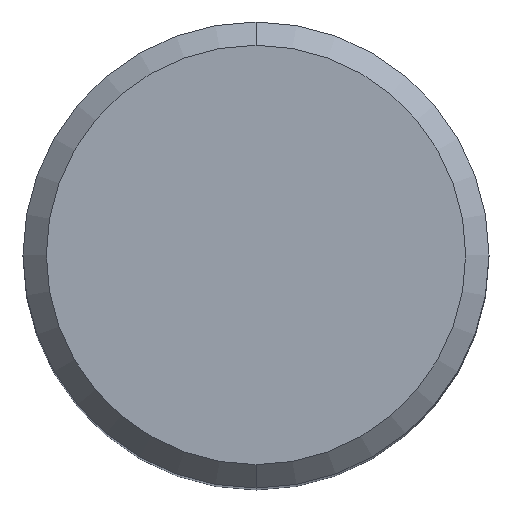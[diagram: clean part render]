
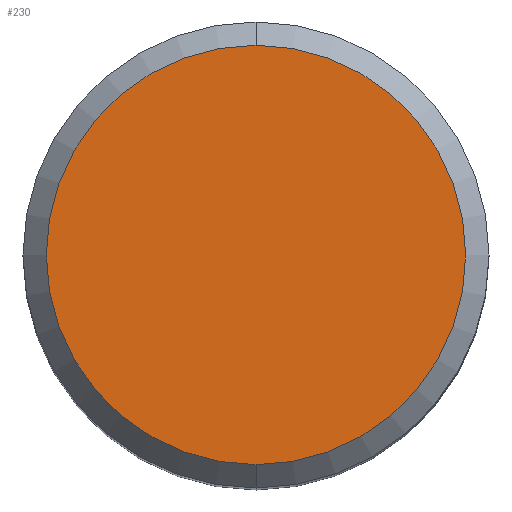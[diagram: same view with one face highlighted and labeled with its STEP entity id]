
A CAD part, top view. The second image highlights one B-rep face of the part: STEP entity #230.
In plain terms, the highlighted planar face has unit normal (0, 0, 1).
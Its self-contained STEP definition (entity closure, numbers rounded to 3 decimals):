
#214=EDGE_CURVE('',#432,#388,#521,.T.);
#230=ADVANCED_FACE('',(#538),#539,.T.);
#258=EDGE_CURVE('',#388,#432,#570,.T.);
#388=VERTEX_POINT('',#712);
#432=VERTEX_POINT('',#762);
#521=CIRCLE('',#883,9.0);
#538=FACE_OUTER_BOUND('',#911,.T.);
#539=PLANE('',#912);
#570=CIRCLE('',#969,9.0);
#712=CARTESIAN_POINT('',(0.0,9.0,0.0));
#762=CARTESIAN_POINT('',(0.,-9.0,0.0));
#883=AXIS2_PLACEMENT_3D('',#1641,#1642,#1643);
#911=EDGE_LOOP('',(#1659,#1660));
#912=AXIS2_PLACEMENT_3D('',#1661,#1662,#1663);
#969=AXIS2_PLACEMENT_3D('',#1699,#1700,#1701);
#1641=CARTESIAN_POINT('',(0.0,0.0,0.0));
#1642=DIRECTION('',(0.0,0.0,-1.0));
#1643=DIRECTION('',(0.0,1.0,0.0));
#1659=ORIENTED_EDGE('',*,*,#258,.F.);
#1660=ORIENTED_EDGE('',*,*,#214,.F.);
#1661=CARTESIAN_POINT('',(0.0,4.5,0.0));
#1662=DIRECTION('',(-0.0,0.0,1.0));
#1663=DIRECTION('',(0.0,-1.0,0.0));
#1699=CARTESIAN_POINT('',(0.0,0.0,0.0));
#1700=DIRECTION('',(0.0,0.0,-1.0));
#1701=DIRECTION('',(0.0,1.0,0.0));
